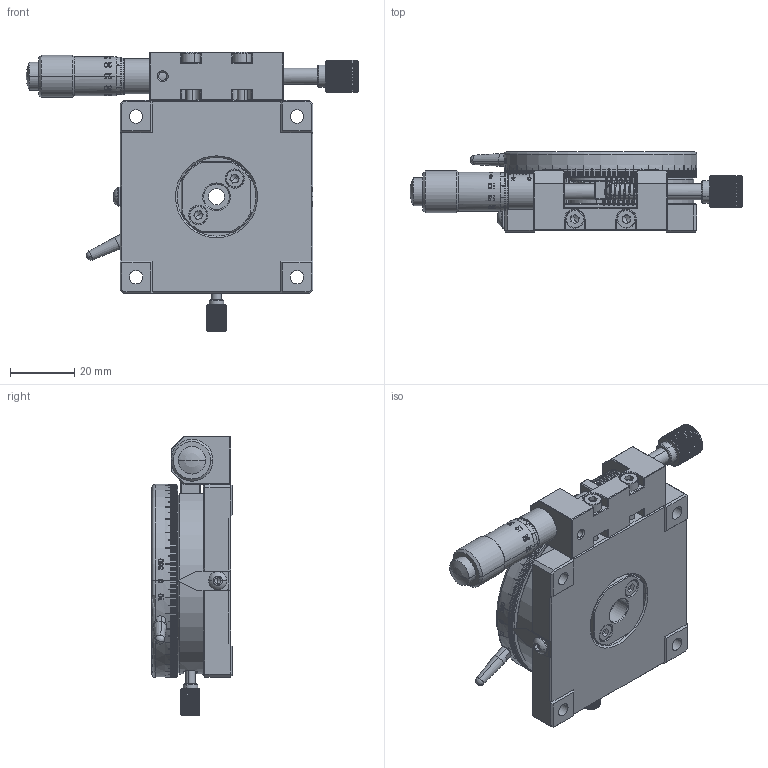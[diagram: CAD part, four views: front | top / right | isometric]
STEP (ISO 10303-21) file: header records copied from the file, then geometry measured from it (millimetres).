
FILE_DESCRIPTION (( 'STEP AP203' ), '1' );
FILE_NAME ('SEMR60-AR.STEP', '2021-02-22T06:38:16', ( '' ), ( '' ), 'SwSTEP 2.0', 'SolidWorks 2020', '' );
FILE_SCHEMA (( 'CONFIG_CONTROL_DESIGN' ));
Products named in the file (1): SEMR60-AR
Bounding box: 103.25 x 25 x 87 mm (x, y, z)
Volume: 72404.6 mm3; surface area: 30131.5 mm2
Topology: 2 solids, 7 shells, 3498 faces, 9153 edges, 5713 vertices
Faces by surface type: plane 2806, cylinder 307, bspline 220, cone 133, torus 24, sphere 8
Entity records: 128986 total; most frequent: CARTESIAN_POINT 44974, ORIENTED_EDGE 18254, DIRECTION 16399, EDGE_CURVE 9127, VECTOR 5731, LINE 5731, VERTEX_POINT 5711, AXIS2_PLACEMENT_3D 5334
